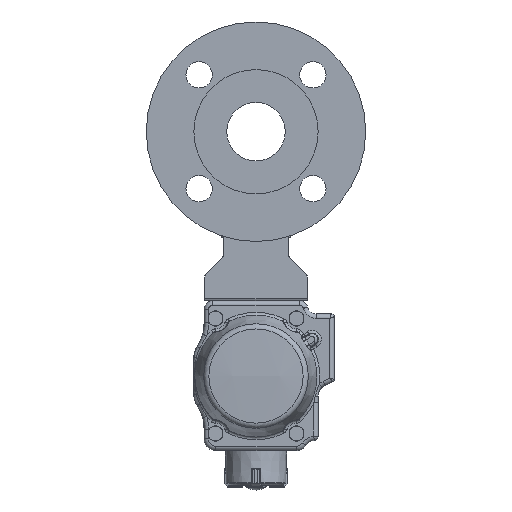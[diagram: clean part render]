
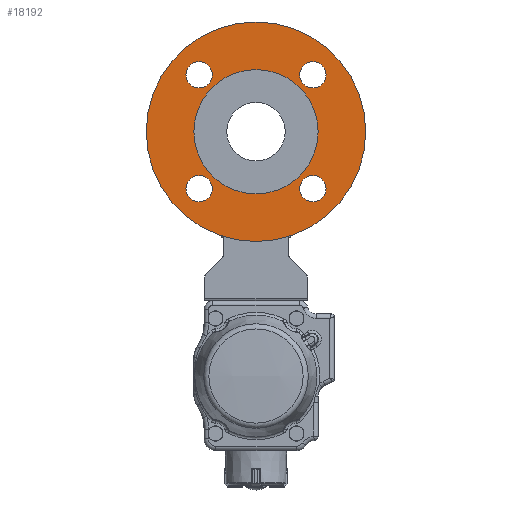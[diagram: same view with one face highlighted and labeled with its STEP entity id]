
A CAD part, front view. The second image highlights one B-rep face of the part: STEP entity #18192.
In plain terms, the highlighted planar face has unit normal (0, -1, 0).
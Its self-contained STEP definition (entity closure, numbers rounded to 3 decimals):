
#718=CIRCLE('',#19385,75.);
#735=CIRCLE('',#19404,42.5);
#737=CIRCLE('',#19407,9.);
#738=CIRCLE('',#19408,9.);
#739=CIRCLE('',#19409,9.);
#740=CIRCLE('',#19410,9.);
#2675=ORIENTED_EDGE('',*,*,#7392,.F.);
#2676=ORIENTED_EDGE('',*,*,#7393,.F.);
#2677=ORIENTED_EDGE('',*,*,#7394,.F.);
#2678=ORIENTED_EDGE('',*,*,#7395,.F.);
#2679=ORIENTED_EDGE('',*,*,#7369,.T.);
#2680=ORIENTED_EDGE('',*,*,#7390,.T.);
#7369=EDGE_CURVE('',#9720,#9720,#718,.T.);
#7390=EDGE_CURVE('',#9741,#9741,#735,.T.);
#7392=EDGE_CURVE('',#9743,#9743,#737,.T.);
#7393=EDGE_CURVE('',#9744,#9744,#738,.T.);
#7394=EDGE_CURVE('',#9745,#9745,#739,.T.);
#7395=EDGE_CURVE('',#9746,#9746,#740,.T.);
#9720=VERTEX_POINT('',#26786);
#9741=VERTEX_POINT('',#26830);
#9743=VERTEX_POINT('',#26835);
#9744=VERTEX_POINT('',#26837);
#9745=VERTEX_POINT('',#26839);
#9746=VERTEX_POINT('',#26841);
#12934=EDGE_LOOP('',(#2675));
#12935=EDGE_LOOP('',(#2676));
#12936=EDGE_LOOP('',(#2677));
#12937=EDGE_LOOP('',(#2678));
#12938=EDGE_LOOP('',(#2679));
#12939=EDGE_LOOP('',(#2680));
#14232=FACE_BOUND('',#12934,.T.);
#14233=FACE_BOUND('',#12935,.T.);
#14234=FACE_BOUND('',#12936,.T.);
#14235=FACE_BOUND('',#12937,.T.);
#14236=FACE_BOUND('',#12938,.T.);
#14237=FACE_BOUND('',#12939,.T.);
#15523=PLANE('',#19406);
#18192=ADVANCED_FACE('',(#14232,#14233,#14234,#14235,#14236,#14237),#15523,
 .T.);
#19385=AXIS2_PLACEMENT_3D('',#26785,#21562,#21563);
#19404=AXIS2_PLACEMENT_3D('',#26829,#21604,#21605);
#19406=AXIS2_PLACEMENT_3D('',#26833,#21608,#21609);
#19407=AXIS2_PLACEMENT_3D('',#26834,#21610,#21611);
#19408=AXIS2_PLACEMENT_3D('',#26836,#21612,#21613);
#19409=AXIS2_PLACEMENT_3D('',#26838,#21614,#21615);
#19410=AXIS2_PLACEMENT_3D('',#26840,#21616,#21617);
#21562=DIRECTION('',(0.,-1.,0.));
#21563=DIRECTION('',(1.,0.,0.));
#21604=DIRECTION('',(0.,1.,0.));
#21605=DIRECTION('',(1.,0.,0.));
#21608=DIRECTION('',(0.,-1.,0.));
#21609=DIRECTION('',(0.,0.,-1.));
#21610=DIRECTION('',(0.,-1.,0.));
#21611=DIRECTION('',(-1.,0.,0.));
#21612=DIRECTION('',(0.,-1.,0.));
#21613=DIRECTION('',(-1.,0.,0.));
#21614=DIRECTION('',(0.,-1.,0.));
#21615=DIRECTION('',(-1.,0.,0.));
#21616=DIRECTION('',(0.,-1.,0.));
#21617=DIRECTION('',(-1.,0.,0.));
#26785=CARTESIAN_POINT('',(0.,-68.,0.));
#26786=CARTESIAN_POINT('',(75.,-68.,0.));
#26829=CARTESIAN_POINT('',(0.,-68.,0.));
#26830=CARTESIAN_POINT('',(42.5,-68.,0.));
#26833=CARTESIAN_POINT('',(0.,-68.,0.));
#26834=CARTESIAN_POINT('',(38.891,-68.,38.891));
#26835=CARTESIAN_POINT('',(29.891,-68.,38.891));
#26836=CARTESIAN_POINT('',(-38.891,-68.,38.891));
#26837=CARTESIAN_POINT('',(-47.891,-68.,38.891));
#26838=CARTESIAN_POINT('',(-38.891,-68.,-38.891));
#26839=CARTESIAN_POINT('',(-47.891,-68.,-38.891));
#26840=CARTESIAN_POINT('',(38.891,-68.,-38.891));
#26841=CARTESIAN_POINT('',(29.891,-68.,-38.891));
